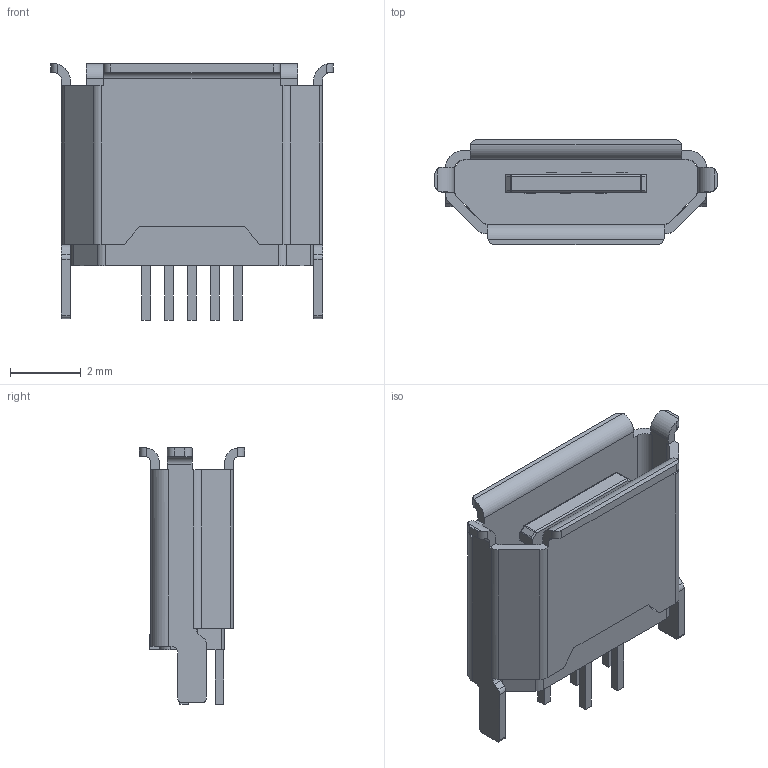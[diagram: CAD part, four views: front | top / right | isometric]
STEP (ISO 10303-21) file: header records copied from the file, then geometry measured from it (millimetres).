
FILE_DESCRIPTION (( 'STEP AP214' ), '1' );
FILE_NAME ('MICRO-USB-TH_YTC-MC5T-43.STEP', '2022-07-20T09:00:33', ( '' ), ( '' ), 'SwSTEP 2.0', 'SolidWorks 2020', '' );
FILE_SCHEMA (( 'AUTOMOTIVE_DESIGN' ));
Length unit declared in the file: millimetre
Products named in the file (1): MICRO-USB-TH_YTC-MC5T-43
Bounding box: 8 x 2.98 x 7.28 mm (x, y, z)
Volume: 52.5 mm3; surface area: 285.9 mm2
Topology: 2 solids, 2 shells, 464 faces, 1299 edges, 858 vertices
Faces by surface type: plane 296, bspline 98, cylinder 66, sphere 4
Entity records: 20502 total; most frequent: CARTESIAN_POINT 4038, ORIENTED_EDGE 2590, DIRECTION 1931, EDGE_CURVE 1295, LINE 941, VECTOR 941, VERTEX_POINT 858, AXIS2_PLACEMENT_3D 495
